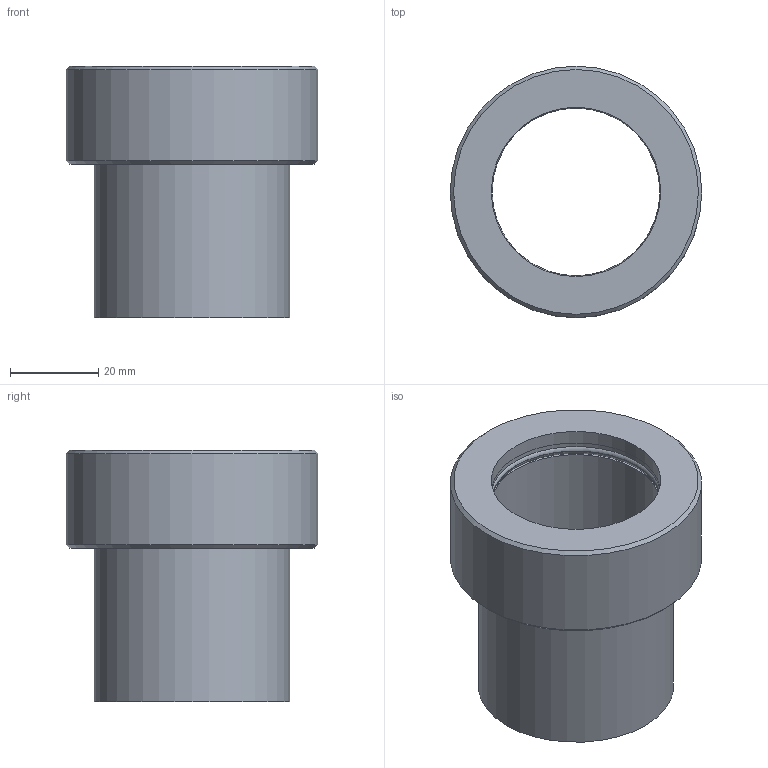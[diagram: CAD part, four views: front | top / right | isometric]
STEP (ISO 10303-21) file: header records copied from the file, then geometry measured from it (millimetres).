
FILE_DESCRIPTION(/* description */ (''),/* implementation_level */ '2;1');
FILE_NAME(/* name */ '1000126a.stp',/* time_stamp */ '2019-09-19T10:43:33-04:00',/* author */ ('Sana_M'),/* organization */ (''),/* preprocessor_version */ 'ST-DEVELOPER v16.13',/* originating_system */ 'Autodesk Inventor 2018',/* authorisation */ '');
FILE_SCHEMA (('AUTOMOTIVE_DESIGN { 1 0 10303 214 3 1 1 }'));
Length unit declared in the file: inch
Products named in the file (1): 1000126a
Bounding box: 57.15 x 57.15 x 57.15 mm (x, y, z)
Volume: 45306.4 mm3; surface area: 28421.1 mm2
Topology: 4 solids, 4 shells, 33 faces, 55 edges, 34 vertices
Faces by surface type: plane 12, cylinder 12, cone 5, torus 4
Full cylindrical faces by diameter (mm): 38.1 x1, 38.481 x3, 44.45 x3, 48.514 x2, 49.428 x1, 50.8 x1, 57.15 x1
Entity records: 772 total; most frequent: DIRECTION 134, CARTESIAN_POINT 100, AXIS2_PLACEMENT_3D 67, EDGE_LOOP 66, ORIENTED_EDGE 66, STYLED_ITEM 37, FACE_BOUND 33, FACE_OUTER_BOUND 33
